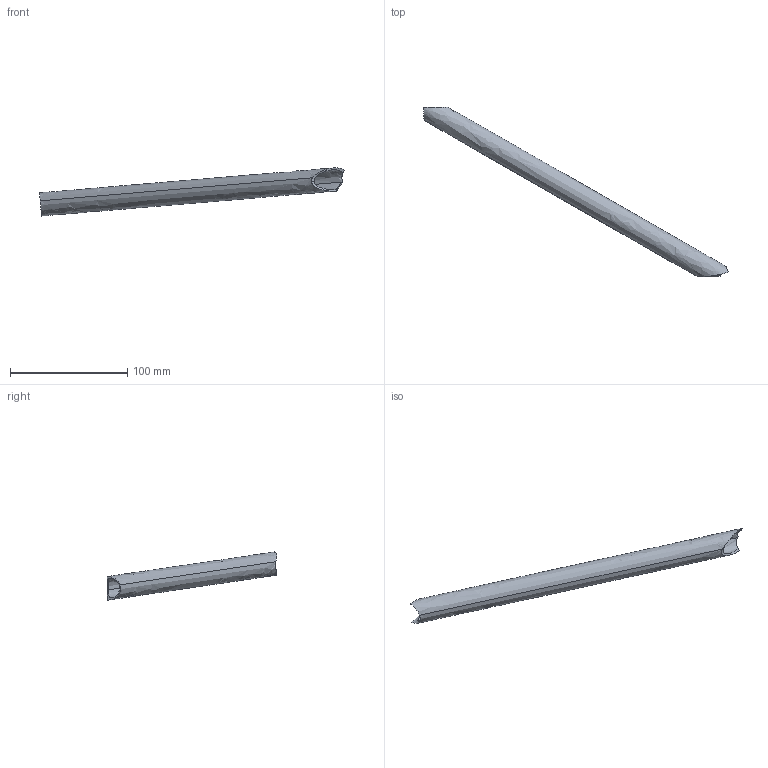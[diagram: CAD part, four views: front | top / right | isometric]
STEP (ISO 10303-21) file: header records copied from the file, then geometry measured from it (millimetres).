
FILE_DESCRIPTION(('CATIA V5 STEP Exchange'),'2;1');
FILE_NAME('107.stp','2018-12-01T17:29:40+00:00',('none'),('none'),'CATIA Version 5 Release 19 SP 2 (IN-10)','CATIA V5 STEP AP203','none');
FILE_SCHEMA(('CONFIG_CONTROL_DESIGN'));
Length unit declared in the file: millimetre
Products named in the file (1): Shape_745
Bounding box: 259.48 x 144.45 x 41.09 mm (x, y, z)
Volume: 24127 mm3; surface area: 32487.1 mm2
Topology: 1 solids, 1 shells, 13 faces, 41 edges, 28 vertices
Faces by surface type: cylinder 9, bspline 4
Entity records: 804 total; most frequent: CARTESIAN_POINT 500, ORIENTED_EDGE 82, EDGE_CURVE 41, B_SPLINE_CURVE_WITH_KNOTS 33, VERTEX_POINT 28, DIRECTION 14, ADVANCED_FACE 13, EDGE_LOOP 13
